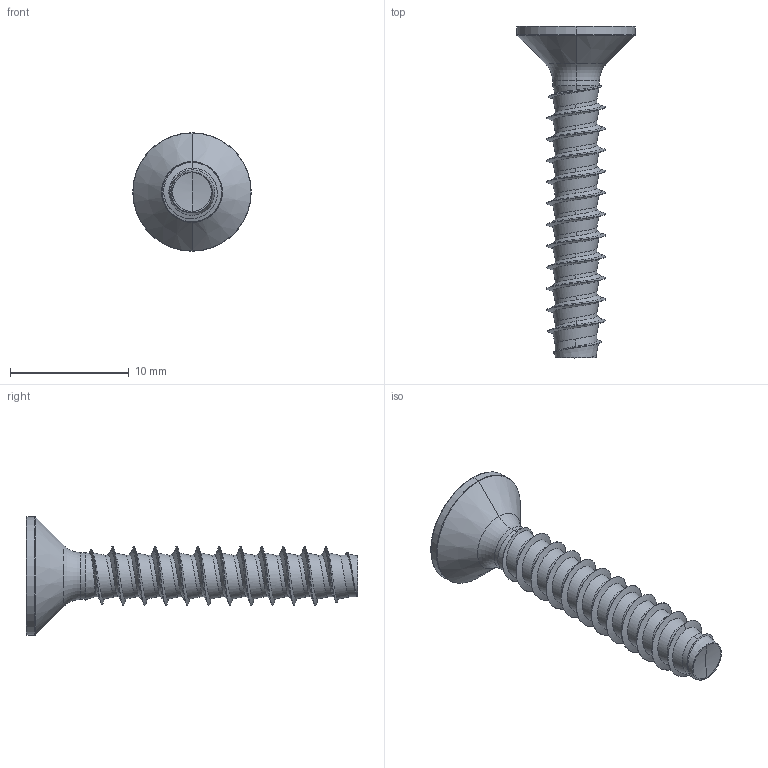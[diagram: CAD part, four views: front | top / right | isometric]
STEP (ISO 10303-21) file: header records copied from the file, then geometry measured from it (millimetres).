
FILE_DESCRIPTION (( 'STEP AP203' ), '1' );
FILE_NAME ('STP330500280.STEP', '2020-09-04T15:53:34', ( '' ), ( '' ), 'SwSTEP 2.0', 'SolidWorks 2015', '' );
FILE_SCHEMA (( 'CONFIG_CONTROL_DESIGN' ));
Length unit declared in the file: millimetre
Products named in the file (2): STP330500280
Bounding box: 10 x 28 x 10 mm (x, y, z)
Volume: 451.1 mm3; surface area: 667.5 mm2
Topology: 1 solids, 1 shells, 188 faces, 432 edges, 246 vertices
Faces by surface type: cylinder 72, bspline 51, sphere 26, plane 22, cone 11, torus 6
Entity records: 24735 total; most frequent: CARTESIAN_POINT 20846, ORIENTED_EDGE 860, DIRECTION 687, EDGE_CURVE 430, AXIS2_PLACEMENT_3D 280, VERTEX_POINT 246, EDGE_LOOP 190, FACE_OUTER_BOUND 188
